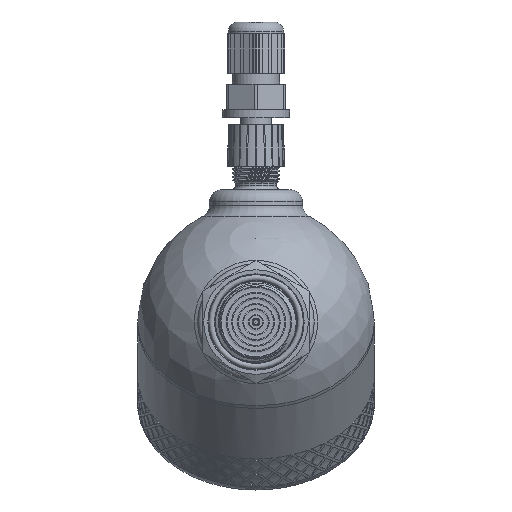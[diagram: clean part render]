
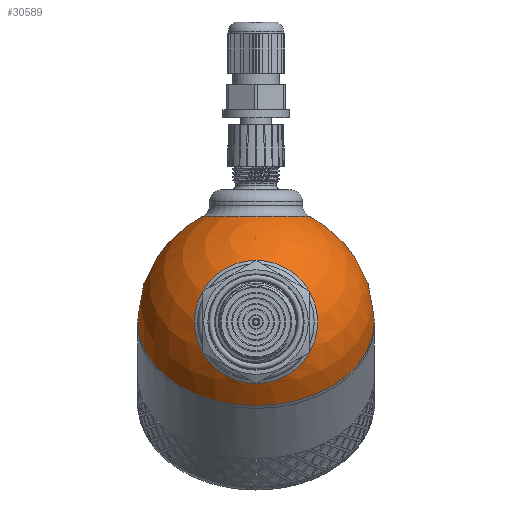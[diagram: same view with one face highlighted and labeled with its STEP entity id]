
A CAD part, left-side view. The second image highlights one B-rep face of the part: STEP entity #30589.
In plain terms, the highlighted spherical face has radius 30 mm.
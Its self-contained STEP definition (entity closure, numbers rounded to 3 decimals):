
#43=SPHERICAL_SURFACE('',#31886,30.);
#475=FACE_BOUND('',#10459,.T.);
#476=FACE_BOUND('',#10460,.T.);
#8386=FACE_OUTER_BOUND('',#10458,.T.);
#10458=EDGE_LOOP('',(#26575,#26576,#26577,#26578));
#10459=EDGE_LOOP('',(#26579));
#10460=EDGE_LOOP('',(#26580));
#11217=CIRCLE('',#31883,15.643);
#11220=CIRCLE('',#31887,30.);
#11221=CIRCLE('',#31888,30.);
#11222=CIRCLE('',#31889,30.);
#11223=CIRCLE('',#31890,13.5);
#13994=VERTEX_POINT('',#67053);
#13996=VERTEX_POINT('',#67059);
#13997=VERTEX_POINT('',#67060);
#13998=VERTEX_POINT('',#67062);
#13999=VERTEX_POINT('',#67065);
#18304=EDGE_CURVE('',#13994,#13994,#11217,.T.);
#18307=EDGE_CURVE('',#13996,#13997,#11220,.T.);
#18308=EDGE_CURVE('',#13996,#13998,#11221,.T.);
#18309=EDGE_CURVE('',#13997,#13996,#11222,.T.);
#18310=EDGE_CURVE('',#13999,#13999,#11223,.T.);
#26575=ORIENTED_EDGE('',*,*,#18307,.F.);
#26576=ORIENTED_EDGE('',*,*,#18308,.T.);
#26577=ORIENTED_EDGE('',*,*,#18308,.F.);
#26578=ORIENTED_EDGE('',*,*,#18309,.F.);
#26579=ORIENTED_EDGE('',*,*,#18304,.F.);
#26580=ORIENTED_EDGE('',*,*,#18310,.F.);
#30589=ADVANCED_FACE('',(#8386,#475,#476),#43,.T.);
#31883=AXIS2_PLACEMENT_3D('',#67054,#34935,#34936);
#31886=AXIS2_PLACEMENT_3D('',#67058,#34941,#34942);
#31887=AXIS2_PLACEMENT_3D('',#67061,#34943,#34944);
#31888=AXIS2_PLACEMENT_3D('',#67063,#34945,#34946);
#31889=AXIS2_PLACEMENT_3D('',#67064,#34947,#34948);
#31890=AXIS2_PLACEMENT_3D('',#67066,#34949,#34950);
#34935=DIRECTION('center_axis',(-0.707,0.,0.707));
#34936=DIRECTION('ref_axis',(0.707,0.,0.707));
#34941=DIRECTION('center_axis',(1.,0.,0.));
#34942=DIRECTION('ref_axis',(0.,-1.,0.));
#34943=DIRECTION('center_axis',(1.,0.,0.));
#34944=DIRECTION('ref_axis',(0.,1.,0.));
#34945=DIRECTION('center_axis',(0.,0.,1.));
#34946=DIRECTION('ref_axis',(0.,1.,0.));
#34947=DIRECTION('center_axis',(1.,0.,0.));
#34948=DIRECTION('ref_axis',(0.,1.,0.));
#34949=DIRECTION('center_axis',(-0.707,0.,-0.707));
#34950=DIRECTION('ref_axis',(-0.707,0.,0.707));
#67053=CARTESIAN_POINT('',(-29.162,0.,7.04));
#67054=CARTESIAN_POINT('Origin',(-18.101,0.,18.101));
#67058=CARTESIAN_POINT('Origin',(0.,0.,0.));
#67059=CARTESIAN_POINT('',(0.,30.,0.));
#67060=CARTESIAN_POINT('',(0.,-30.,0.));
#67061=CARTESIAN_POINT('Origin',(0.,0.,0.));
#67062=CARTESIAN_POINT('',(-30.,0.,0.));
#67063=CARTESIAN_POINT('Origin',(0.,0.,0.));
#67064=CARTESIAN_POINT('Origin',(0.,0.,0.));
#67065=CARTESIAN_POINT('',(-9.398,0.,-28.49));
#67066=CARTESIAN_POINT('Origin',(-18.944,0.,-18.944));
